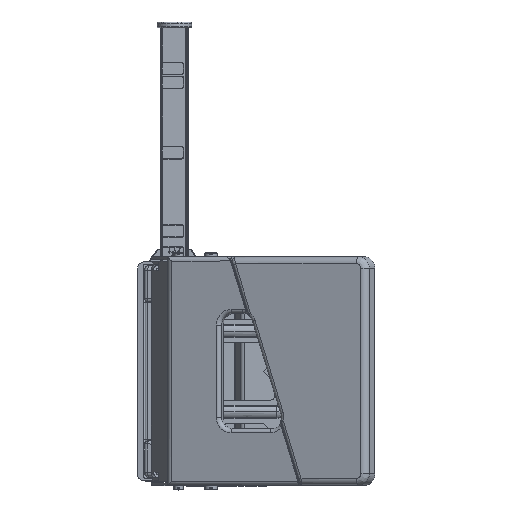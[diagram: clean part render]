
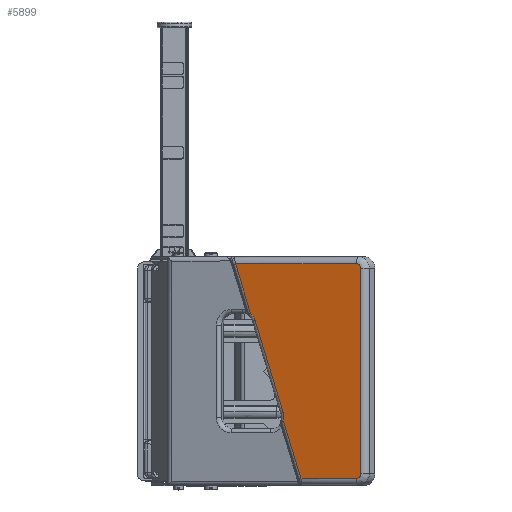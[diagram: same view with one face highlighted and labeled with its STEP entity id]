
A CAD part, top view. The second image highlights one B-rep face of the part: STEP entity #5899.
In plain terms, the highlighted planar face has unit normal (-0.342, 0, 0.94).
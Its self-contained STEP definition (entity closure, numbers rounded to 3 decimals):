
#4695=CARTESIAN_POINT('Vertex',(62.109,-46.526,74.643)) ;
#4698=CARTESIAN_POINT('Line Origine',(14.496,-46.526,57.313)) ;
#4702=CARTESIAN_POINT('Vertex',(38.074,-46.526,65.895)) ;
#5683=CARTESIAN_POINT('Vertex',(64.,-44.528,75.331)) ;
#5687=CARTESIAN_POINT('Control Point',(62.109,-46.526,74.643)) ;
#5688=CARTESIAN_POINT('Control Point',(62.359,-46.526,74.734)) ;
#5689=CARTESIAN_POINT('Control Point',(62.609,-46.482,74.825)) ;
#5690=CARTESIAN_POINT('Control Point',(62.85,-46.395,74.913)) ;
#5691=CARTESIAN_POINT('Control Point',(63.37,-46.097,75.102)) ;
#5692=CARTESIAN_POINT('Control Point',(63.752,-45.611,75.241)) ;
#5693=CARTESIAN_POINT('Control Point',(63.908,-45.286,75.298)) ;
#5694=CARTESIAN_POINT('Control Point',(63.993,-44.924,75.329)) ;
#5695=CARTESIAN_POINT('Control Point',(64.,-44.561,75.331)) ;
#5696=CARTESIAN_POINT('Control Point',(64.,-44.55,75.331)) ;
#5697=CARTESIAN_POINT('Control Point',(64.,-44.539,75.331)) ;
#5698=CARTESIAN_POINT('Control Point',(64.,-44.528,75.331)) ;
#5819=CARTESIAN_POINT('Axis2P3D Location',(-18.648,49.5,45.25)) ;
#5824=CARTESIAN_POINT('Axis2P3D Location',(12.106,20.,56.443)) ;
#5828=CARTESIAN_POINT('Vertex',(18.138,22.086,58.639)) ;
#5830=CARTESIAN_POINT('Vertex',(16.184,25.17,57.928)) ;
#5833=CARTESIAN_POINT('Line Origine',(24.245,2.086,60.862)) ;
#5837=CARTESIAN_POINT('Vertex',(30.351,-17.914,63.084)) ;
#5840=CARTESIAN_POINT('Axis2P3D Location',(24.319,-20.,60.889)) ;
#5844=CARTESIAN_POINT('Vertex',(30.474,-21.632,63.129)) ;
#5847=CARTESIAN_POINT('Line Origine',(34.274,-34.079,64.512)) ;
#5852=CARTESIAN_POINT('Line Origine',(64.,0.,75.331)) ;
#5856=CARTESIAN_POINT('Vertex',(64.,44.528,75.331)) ;
#5860=CARTESIAN_POINT('Control Point',(64.,44.528,75.331)) ;
#5861=CARTESIAN_POINT('Control Point',(64.,44.792,75.331)) ;
#5862=CARTESIAN_POINT('Control Point',(63.959,45.057,75.316)) ;
#5863=CARTESIAN_POINT('Control Point',(63.876,45.311,75.286)) ;
#5864=CARTESIAN_POINT('Control Point',(63.594,45.861,75.183)) ;
#5865=CARTESIAN_POINT('Control Point',(63.133,46.264,75.016)) ;
#5866=CARTESIAN_POINT('Control Point',(62.826,46.428,74.904)) ;
#5867=CARTESIAN_POINT('Control Point',(62.484,46.518,74.779)) ;
#5868=CARTESIAN_POINT('Control Point',(62.14,46.526,74.654)) ;
#5869=CARTESIAN_POINT('Control Point',(62.129,46.526,74.65)) ;
#5870=CARTESIAN_POINT('Control Point',(62.119,46.526,74.647)) ;
#5871=CARTESIAN_POINT('Control Point',(62.109,46.526,74.643)) ;
#5872=CARTESIAN_POINT('Vertex',(62.109,46.526,74.643)) ;
#5875=CARTESIAN_POINT('Line Origine',(35.886,46.526,65.099)) ;
#5879=CARTESIAN_POINT('Vertex',(9.663,46.526,55.554)) ;
#5882=CARTESIAN_POINT('Line Origine',(12.924,35.848,56.741)) ;
#4700=VECTOR('Line Direction',#4699,1.) ;
#5835=VECTOR('Line Direction',#5834,1.) ;
#5849=VECTOR('Line Direction',#5848,1.) ;
#5854=VECTOR('Line Direction',#5853,1.) ;
#5877=VECTOR('Line Direction',#5876,1.) ;
#5884=VECTOR('Line Direction',#5883,1.) ;
#4699=DIRECTION('Vector Direction',(0.94,0.,0.342)) ;
#5820=DIRECTION('Axis2P3D Direction',(0.342,0.,-0.94)) ;
#5821=DIRECTION('Axis2P3D XDirection',(0.94,-0.,0.342)) ;
#5825=DIRECTION('Axis2P3D Direction',(0.342,0.,-0.94)) ;
#5834=DIRECTION('Vector Direction',(-0.29,0.951,-0.106)) ;
#5841=DIRECTION('Axis2P3D Direction',(0.342,0.,-0.94)) ;
#5848=DIRECTION('Vector Direction',(-0.29,0.951,-0.106)) ;
#5853=DIRECTION('Vector Direction',(0.,-1.,0.)) ;
#5876=DIRECTION('Vector Direction',(-0.94,0.,-0.342)) ;
#5883=DIRECTION('Vector Direction',(-0.29,0.951,-0.106)) ;
#5822=AXIS2_PLACEMENT_3D('Plane Axis2P3D',#5819,#5820,#5821) ;
#5826=AXIS2_PLACEMENT_3D('Circle Axis2P3D',#5824,#5825,$) ;
#5842=AXIS2_PLACEMENT_3D('Circle Axis2P3D',#5840,#5841,$) ;
#4701=LINE('Line',#4698,#4700) ;
#5836=LINE('Line',#5833,#5835) ;
#5850=LINE('Line',#5847,#5849) ;
#5855=LINE('Line',#5852,#5854) ;
#5878=LINE('Line',#5875,#5877) ;
#5885=LINE('Line',#5882,#5884) ;
#5827=CIRCLE('generated circle',#5826,6.75) ;
#5843=CIRCLE('generated circle',#5842,6.75) ;
#5823=PLANE('',#5822) ;
#4704=EDGE_CURVE('',#4703,#4696,#4701,.T.) ;
#5699=EDGE_CURVE('',#4696,#5684,#5686,.T.) ;
#5832=EDGE_CURVE('',#5829,#5831,#5827,.F.) ;
#5839=EDGE_CURVE('',#5838,#5829,#5836,.T.) ;
#5846=EDGE_CURVE('',#5845,#5838,#5843,.F.) ;
#5851=EDGE_CURVE('',#4703,#5845,#5850,.T.) ;
#5858=EDGE_CURVE('',#5684,#5857,#5855,.F.) ;
#5874=EDGE_CURVE('',#5857,#5873,#5859,.T.) ;
#5881=EDGE_CURVE('',#5873,#5880,#5878,.T.) ;
#5886=EDGE_CURVE('',#5831,#5880,#5885,.T.) ;
#5888=ORIENTED_EDGE('',*,*,#5832,.F.) ;
#5889=ORIENTED_EDGE('',*,*,#5839,.F.) ;
#5890=ORIENTED_EDGE('',*,*,#5846,.F.) ;
#5891=ORIENTED_EDGE('',*,*,#5851,.F.) ;
#5892=ORIENTED_EDGE('',*,*,#4704,.T.) ;
#5893=ORIENTED_EDGE('',*,*,#5699,.T.) ;
#5894=ORIENTED_EDGE('',*,*,#5858,.T.) ;
#5895=ORIENTED_EDGE('',*,*,#5874,.T.) ;
#5896=ORIENTED_EDGE('',*,*,#5881,.T.) ;
#5897=ORIENTED_EDGE('',*,*,#5886,.F.) ;
#5887=EDGE_LOOP('',(#5888,#5889,#5890,#5891,#5892,#5893,#5894,#5895,#5896,#5897)) ;
#4696=VERTEX_POINT('',#4695) ;
#4703=VERTEX_POINT('',#4702) ;
#5684=VERTEX_POINT('',#5683) ;
#5829=VERTEX_POINT('',#5828) ;
#5831=VERTEX_POINT('',#5830) ;
#5838=VERTEX_POINT('',#5837) ;
#5845=VERTEX_POINT('',#5844) ;
#5857=VERTEX_POINT('',#5856) ;
#5873=VERTEX_POINT('',#5872) ;
#5880=VERTEX_POINT('',#5879) ;
#5899=ADVANCED_FACE('PartBody',(#5898),#5823,.F.) ;
#5686=B_SPLINE_CURVE_WITH_KNOTS('',5,(#5687,#5688,#5689,#5690,#5691,#5692,#5693,#5694,#5695,#5696,#5697,#5698),.UNSPECIFIED.,.F.,.U.,(6,3,3,6),(12.705,16.271,21.022,21.168),.UNSPECIFIED.) ;
#5859=B_SPLINE_CURVE_WITH_KNOTS('',5,(#5860,#5861,#5862,#5863,#5864,#5865,#5866,#5867,#5868,#5869,#5870,#5871),.UNSPECIFIED.,.F.,.U.,(6,3,3,6),(12.711,16.27,21.024,21.173),.UNSPECIFIED.) ;
#5898=FACE_OUTER_BOUND('',#5887,.T.) ;
